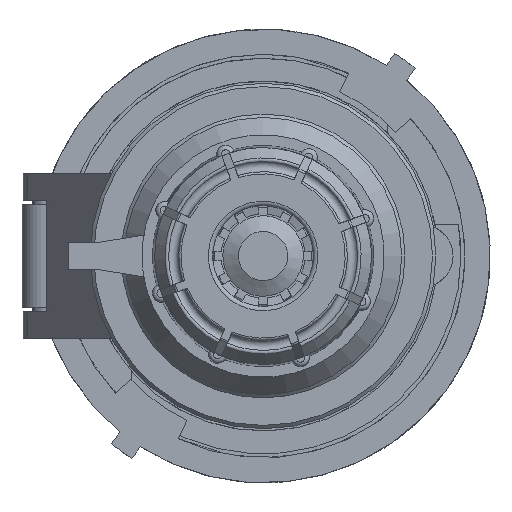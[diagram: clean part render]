
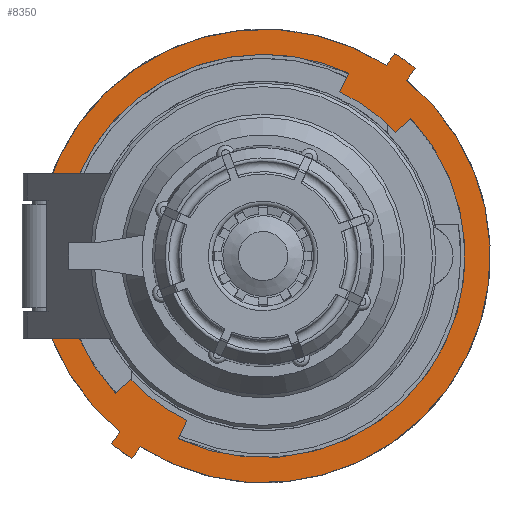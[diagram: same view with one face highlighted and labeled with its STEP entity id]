
A CAD part, left-side view. The second image highlights one B-rep face of the part: STEP entity #8350.
In plain terms, the highlighted face is planar.
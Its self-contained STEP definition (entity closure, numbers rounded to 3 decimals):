
#236 = EDGE_CURVE ( 'NONE', #15892, #13975, #12060, .T. ) ;
#246 = DIRECTION ( 'NONE',  ( -1., 0., 0. ) ) ;
#252 = FACE_BOUND ( 'NONE', #3108, .T. ) ;
#315 = VERTEX_POINT ( 'NONE', #13045 ) ;
#499 = DIRECTION ( 'NONE',  ( 0.907, 0.422, 0. ) ) ;
#719 = AXIS2_PLACEMENT_3D ( 'NONE', #2926, #13138, #16023 ) ;
#828 = EDGE_CURVE ( 'NONE', #16008, #6675, #14796, .T. ) ;
#1006 = CARTESIAN_POINT ( 'NONE',  ( -41.963, -33.987, 0. ) ) ;
#1106 = EDGE_CURVE ( 'NONE', #5756, #13975, #9295, .T. ) ;
#1136 = DIRECTION ( 'NONE',  ( 1., 0., 0. ) ) ;
#1168 = EDGE_CURVE ( 'NONE', #4239, #16436, #10977, .T. ) ;
#1183 = DIRECTION ( 'NONE',  ( 0., 0., 1. ) ) ;
#1205 = CIRCLE ( 'NONE', #14992, 54. ) ;
#1214 = DIRECTION ( 'NONE',  ( 0., 0., -1. ) ) ;
#1266 = EDGE_CURVE ( 'NONE', #315, #8668, #14520, .T. ) ;
#1311 = ORIENTED_EDGE ( 'NONE', *, *, #4895, .T. ) ;
#1407 = ORIENTED_EDGE ( 'NONE', *, *, #7589, .T. ) ;
#1484 = DIRECTION ( 'NONE',  ( 0., 0., 1. ) ) ;
#1587 = CARTESIAN_POINT ( 'NONE',  ( 30.757, 33.02, 0. ) ) ;
#1611 = ORIENTED_EDGE ( 'NONE', *, *, #2974, .T. ) ;
#1627 = ORIENTED_EDGE ( 'NONE', *, *, #1168, .T. ) ;
#1750 = LINE ( 'NONE', #6811, #9095 ) ;
#1754 = CARTESIAN_POINT ( 'NONE',  ( 36.715, 17.096, 0. ) ) ;
#1821 = CARTESIAN_POINT ( 'NONE',  ( 0., 0., 0. ) ) ;
#1886 = CARTESIAN_POINT ( 'NONE',  ( -30.757, -33.02, 0. ) ) ;
#1945 = VECTOR ( 'NONE', #3437, 1000. ) ;
#2025 = AXIS2_PLACEMENT_3D ( 'NONE', #5324, #1484, #246 ) ;
#2371 = VERTEX_POINT ( 'NONE', #16040 ) ;
#2396 = ORIENTED_EDGE ( 'NONE', *, *, #236, .F. ) ;
#2926 = CARTESIAN_POINT ( 'NONE',  ( 0., 0., 0. ) ) ;
#2974 = EDGE_CURVE ( 'NONE', #4264, #7676, #13089, .T. ) ;
#2986 = DIRECTION ( 'NONE',  ( 0.682, 0.732, 0. ) ) ;
#3108 = EDGE_LOOP ( 'NONE', ( #15906, #9009, #9671, #1627, #3421, #10659, #2396, #1311 ) ) ;
#3199 = CARTESIAN_POINT ( 'NONE',  ( -36.715, -17.096, 0. ) ) ;
#3245 = CARTESIAN_POINT ( 'NONE',  ( 0., 0., 0. ) ) ;
#3421 = ORIENTED_EDGE ( 'NONE', *, *, #12097, .T. ) ;
#3437 = DIRECTION ( 'NONE',  ( -0.682, -0.732, 0. ) ) ;
#3458 = DIRECTION ( 'NONE',  ( -0.809, -0.588, 0. ) ) ;
#3484 = VECTOR ( 'NONE', #3458, 1000. ) ;
#3514 = CARTESIAN_POINT ( 'NONE',  ( 45.29, 29.407, 0. ) ) ;
#3550 = EDGE_CURVE ( 'NONE', #2371, #5467, #13568, .T. ) ;
#3937 = ORIENTED_EDGE ( 'NONE', *, *, #1266, .T. ) ;
#4016 = VECTOR ( 'NONE', #2986, 1000. ) ;
#4239 = VERTEX_POINT ( 'NONE', #6809 ) ;
#4264 = VERTEX_POINT ( 'NONE', #3514 ) ;
#4506 = CIRCLE ( 'NONE', #15652, 50.75 ) ;
#4530 = CARTESIAN_POINT ( 'NONE',  ( 41.963, 33.987, 0. ) ) ;
#4895 = EDGE_CURVE ( 'NONE', #15892, #10337, #1750, .T. ) ;
#5282 = VECTOR ( 'NONE', #10417, 1000. ) ;
#5324 = CARTESIAN_POINT ( 'NONE',  ( 0., 0., 0. ) ) ;
#5331 = DIRECTION ( 'NONE',  ( 0., 0., 1. ) ) ;
#5369 = CARTESIAN_POINT ( 'NONE',  ( 1.664, -2.29, 0. ) ) ;
#5467 = VERTEX_POINT ( 'NONE', #1006 ) ;
#5756 = VERTEX_POINT ( 'NONE', #13242 ) ;
#6103 = DIRECTION ( 'NONE',  ( 0., 0., 1. ) ) ;
#6199 = CARTESIAN_POINT ( 'NONE',  ( 0., 0., 0. ) ) ;
#6495 = VECTOR ( 'NONE', #14654, 1000. ) ;
#6675 = VERTEX_POINT ( 'NONE', #1886 ) ;
#6785 = AXIS2_PLACEMENT_3D ( 'NONE', #1821, #5331, #10463 ) ;
#6809 = CARTESIAN_POINT ( 'NONE',  ( 40.908, 19.048, 0. ) ) ;
#6811 = CARTESIAN_POINT ( 'NONE',  ( -36.715, -17.096, 0. ) ) ;
#6915 = CARTESIAN_POINT ( 'NONE',  ( 39.33, 32.073, 0. ) ) ;
#7054 = CARTESIAN_POINT ( 'NONE',  ( -42.657, -27.494, 0. ) ) ;
#7319 = CARTESIAN_POINT ( 'NONE',  ( -30.757, -33.02, 0. ) ) ;
#7455 = EDGE_CURVE ( 'NONE', #10338, #8668, #7825, .T. ) ;
#7558 = AXIS2_PLACEMENT_3D ( 'NONE', #3245, #1214, #8947 ) ;
#7589 = EDGE_CURVE ( 'NONE', #10338, #15593, #15006, .T. ) ;
#7676 = VERTEX_POINT ( 'NONE', #9218 ) ;
#7824 = ORIENTED_EDGE ( 'NONE', *, *, #11076, .F. ) ;
#7825 = CIRCLE ( 'NONE', #10188, 50.75 ) ;
#7916 = ORIENTED_EDGE ( 'NONE', *, *, #3550, .T. ) ;
#8111 = CIRCLE ( 'NONE', #7558, 45.125 ) ;
#8122 = PLANE ( 'NONE',  #6785 ) ;
#8350 = ADVANCED_FACE ( 'NONE', ( #252, #13205 ), #8122, .F. ) ;
#8448 = CARTESIAN_POINT ( 'NONE',  ( -27.604, -29.635, 0. ) ) ;
#8662 = CIRCLE ( 'NONE', #14781, 54. ) ;
#8668 = VERTEX_POINT ( 'NONE', #7054 ) ;
#8764 = DIRECTION ( 'NONE',  ( 1., 0., 0. ) ) ;
#8947 = DIRECTION ( 'NONE',  ( -1., 0., 0. ) ) ;
#9009 = ORIENTED_EDGE ( 'NONE', *, *, #828, .T. ) ;
#9095 = VECTOR ( 'NONE', #499, 1000. ) ;
#9218 = CARTESIAN_POINT ( 'NONE',  ( 42.657, 27.494, 0. ) ) ;
#9295 = LINE ( 'NONE', #10625, #4016 ) ;
#9671 = ORIENTED_EDGE ( 'NONE', *, *, #10904, .F. ) ;
#9939 = CARTESIAN_POINT ( 'NONE',  ( -1.664, 2.29, 0. ) ) ;
#10026 = ORIENTED_EDGE ( 'NONE', *, *, #13578, .F. ) ;
#10188 = AXIS2_PLACEMENT_3D ( 'NONE', #6199, #11097, #1136 ) ;
#10243 = DIRECTION ( 'NONE',  ( 1., 0., 0. ) ) ;
#10267 = CARTESIAN_POINT ( 'NONE',  ( 0., 0., 0. ) ) ;
#10337 = VERTEX_POINT ( 'NONE', #3199 ) ;
#10338 = VERTEX_POINT ( 'NONE', #6915 ) ;
#10417 = DIRECTION ( 'NONE',  ( -0.809, -0.588, 0. ) ) ;
#10463 = DIRECTION ( 'NONE',  ( 1., 0., 0. ) ) ;
#10625 = CARTESIAN_POINT ( 'NONE',  ( 27.604, 29.635, 0. ) ) ;
#10659 = ORIENTED_EDGE ( 'NONE', *, *, #1106, .T. ) ;
#10904 = EDGE_CURVE ( 'NONE', #4239, #6675, #8111, .T. ) ;
#10977 = LINE ( 'NONE', #12317, #13543 ) ;
#11000 = CARTESIAN_POINT ( 'NONE',  ( 1.664, -2.29, 0. ) ) ;
#11076 = EDGE_CURVE ( 'NONE', #4264, #15593, #1205, .T. ) ;
#11086 = CARTESIAN_POINT ( 'NONE',  ( 0., 0., 0. ) ) ;
#11097 = DIRECTION ( 'NONE',  ( 0., 0., 1. ) ) ;
#11233 = AXIS2_PLACEMENT_3D ( 'NONE', #10267, #12868, #15429 ) ;
#11701 = DIRECTION ( 'NONE',  ( 0., 0., 1. ) ) ;
#11935 = EDGE_CURVE ( 'NONE', #10337, #16008, #14250, .T. ) ;
#12060 = CIRCLE ( 'NONE', #11233, 45.125 ) ;
#12097 = EDGE_CURVE ( 'NONE', #16436, #5756, #14262, .T. ) ;
#12188 = VECTOR ( 'NONE', #13549, 1000. ) ;
#12317 = CARTESIAN_POINT ( 'NONE',  ( 40.908, 19.048, 0. ) ) ;
#12563 = DIRECTION ( 'NONE',  ( -0.907, -0.422, 0. ) ) ;
#12868 = DIRECTION ( 'NONE',  ( 0., 0., -1. ) ) ;
#12869 = ORIENTED_EDGE ( 'NONE', *, *, #15384, .F. ) ;
#13045 = CARTESIAN_POINT ( 'NONE',  ( -45.29, -29.407, 0. ) ) ;
#13089 = LINE ( 'NONE', #5369, #5282 ) ;
#13138 = DIRECTION ( 'NONE',  ( 0., 0., 1. ) ) ;
#13205 = FACE_OUTER_BOUND ( 'NONE', #16156, .T. ) ;
#13242 = CARTESIAN_POINT ( 'NONE',  ( 27.604, 29.635, 0. ) ) ;
#13543 = VECTOR ( 'NONE', #12563, 1000. ) ;
#13549 = DIRECTION ( 'NONE',  ( 0.809, 0.588, 0. ) ) ;
#13568 = LINE ( 'NONE', #11000, #3484 ) ;
#13578 = EDGE_CURVE ( 'NONE', #315, #5467, #8662, .T. ) ;
#13975 = VERTEX_POINT ( 'NONE', #1587 ) ;
#14250 = CIRCLE ( 'NONE', #2025, 40.5 ) ;
#14262 = CIRCLE ( 'NONE', #719, 40.5 ) ;
#14442 = DIRECTION ( 'NONE',  ( 1., 0., 0. ) ) ;
#14520 = LINE ( 'NONE', #14794, #12188 ) ;
#14654 = DIRECTION ( 'NONE',  ( 0.809, 0.588, 0. ) ) ;
#14781 = AXIS2_PLACEMENT_3D ( 'NONE', #11086, #6103, #8764 ) ;
#14794 = CARTESIAN_POINT ( 'NONE',  ( -1.664, 2.29, 0. ) ) ;
#14796 = LINE ( 'NONE', #7319, #1945 ) ;
#14992 = AXIS2_PLACEMENT_3D ( 'NONE', #15439, #11701, #14442 ) ;
#15006 = LINE ( 'NONE', #9939, #6495 ) ;
#15384 = EDGE_CURVE ( 'NONE', #2371, #7676, #4506, .T. ) ;
#15429 = DIRECTION ( 'NONE',  ( -1., 0., 0. ) ) ;
#15439 = CARTESIAN_POINT ( 'NONE',  ( 0., 0., 0. ) ) ;
#15477 = CARTESIAN_POINT ( 'NONE',  ( -40.908, -19.048, 0. ) ) ;
#15593 = VERTEX_POINT ( 'NONE', #4530 ) ;
#15652 = AXIS2_PLACEMENT_3D ( 'NONE', #16313, #1183, #10243 ) ;
#15892 = VERTEX_POINT ( 'NONE', #15477 ) ;
#15906 = ORIENTED_EDGE ( 'NONE', *, *, #11935, .T. ) ;
#16008 = VERTEX_POINT ( 'NONE', #8448 ) ;
#16023 = DIRECTION ( 'NONE',  ( 1., 0., 0. ) ) ;
#16040 = CARTESIAN_POINT ( 'NONE',  ( -39.33, -32.073, 0. ) ) ;
#16156 = EDGE_LOOP ( 'NONE', ( #16214, #1407, #7824, #1611, #12869, #7916, #10026, #3937 ) ) ;
#16214 = ORIENTED_EDGE ( 'NONE', *, *, #7455, .F. ) ;
#16313 = CARTESIAN_POINT ( 'NONE',  ( 0., 0., 0. ) ) ;
#16436 = VERTEX_POINT ( 'NONE', #1754 ) ;
